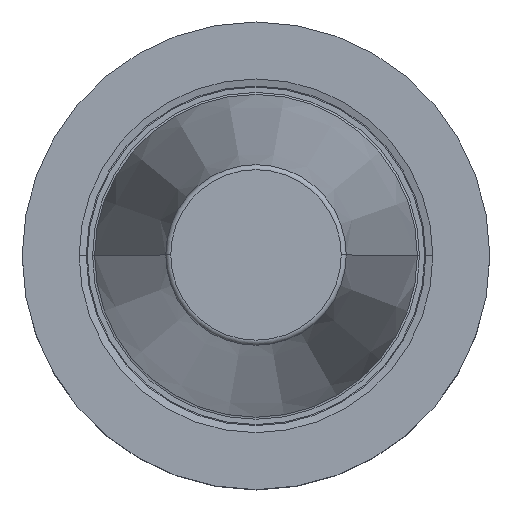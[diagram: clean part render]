
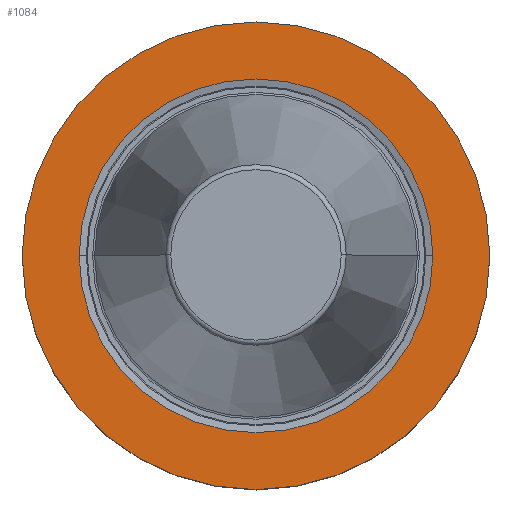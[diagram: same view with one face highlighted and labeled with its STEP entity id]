
A CAD part, top view. The second image highlights one B-rep face of the part: STEP entity #1084.
In plain terms, the highlighted planar face has unit normal (0, 0, 1).
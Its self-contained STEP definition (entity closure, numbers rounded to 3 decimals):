
#115=CARTESIAN_POINT('',(0.,0.,-2.));
#116=DIRECTION('',(0.,0.,-1.));
#117=DIRECTION('',(1.,0.,0.));
#118=AXIS2_PLACEMENT_3D('',#115,#116,#117);
#123=CARTESIAN_POINT('',(0.,0.,-2.));
#124=DIRECTION('',(0.,0.,1.));
#125=DIRECTION('',(1.,0.,0.));
#126=AXIS2_PLACEMENT_3D('',#123,#124,#125);
#131=CARTESIAN_POINT('',(0.,0.,-2.));
#132=DIRECTION('',(0.,0.,1.));
#133=DIRECTION('',(1.,0.,0.));
#134=AXIS2_PLACEMENT_3D('',#131,#132,#133);
#139=CARTESIAN_POINT('',(0.,0.,-2.));
#140=DIRECTION('',(0.,0.,1.));
#141=DIRECTION('',(-1.,0.,0.));
#142=AXIS2_PLACEMENT_3D('',#139,#140,#141);
#909=CARTESIAN_POINT('',(23.,0.,-2.));
#910=CARTESIAN_POINT('',(-23.,0.,-2.));
#911=VERTEX_POINT('',#909);
#912=VERTEX_POINT('',#910);
#971=CARTESIAN_POINT('',(17.396,0.,-2.));
#972=VERTEX_POINT('',#971);
#975=CARTESIAN_POINT('',(-17.396,0.,-2.));
#976=VERTEX_POINT('',#975);
#1069=CARTESIAN_POINT('',(0.,0.,-2.));
#1070=DIRECTION('',(0.,0.,-1.));
#1071=DIRECTION('',(-1.,0.,0.));
#1072=AXIS2_PLACEMENT_3D('',#1069,#1070,#1071);
#1073=PLANE('',#1072);
#1074=ORIENTED_EDGE('',*,*,#990,.T.);
#1075=ORIENTED_EDGE('',*,*,#1049,.F.);
#1076=EDGE_LOOP('',(#1074,#1075));
#1077=FACE_OUTER_BOUND('',#1076,.F.);
#1079=ORIENTED_EDGE('',*,*,#1078,.T.);
#1081=ORIENTED_EDGE('',*,*,#1080,.T.);
#1082=EDGE_LOOP('',(#1079,#1081));
#1083=FACE_BOUND('',#1082,.F.);
#119=CIRCLE('',#118,23.);
#127=CIRCLE('',#126,23.);
#135=CIRCLE('',#134,17.396);
#143=CIRCLE('',#142,17.396);
#990=EDGE_CURVE('',#911,#912,#119,.T.);
#1049=EDGE_CURVE('',#911,#912,#127,.T.);
#1078=EDGE_CURVE('',#972,#976,#135,.T.);
#1080=EDGE_CURVE('',#976,#972,#143,.T.);
#1084=ADVANCED_FACE('',(#1077,#1083),#1073,.F.);
